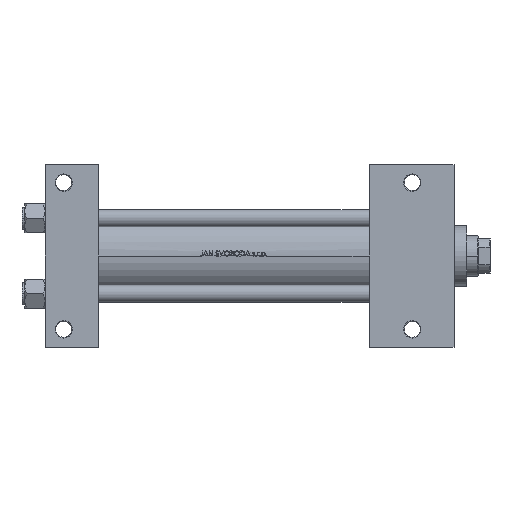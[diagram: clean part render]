
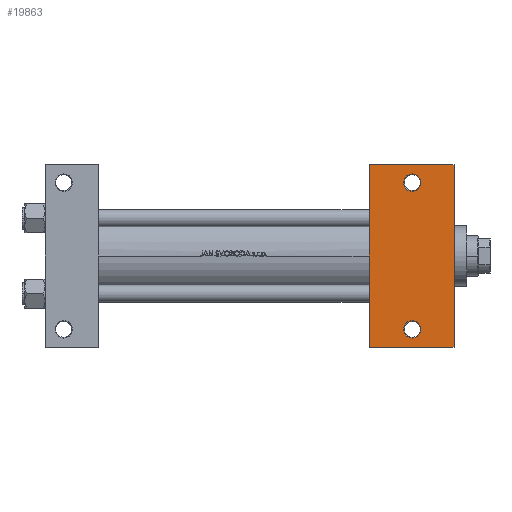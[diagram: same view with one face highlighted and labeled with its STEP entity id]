
A CAD part, front view. The second image highlights one B-rep face of the part: STEP entity #19863.
In plain terms, the highlighted face is planar.
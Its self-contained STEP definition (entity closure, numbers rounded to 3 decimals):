
#137 = ORIENTED_EDGE ( 'NONE', *, *, #33196, .T. ) ;
#1523 = FACE_OUTER_BOUND ( 'NONE', #5274, .T. ) ;
#2273 = LINE ( 'NONE', #17376, #44740 ) ;
#2299 = EDGE_LOOP ( 'NONE', ( #33166, #40687 ) ) ;
#3180 = CIRCLE ( 'NONE', #18986, 5.999 ) ;
#3221 = VERTEX_POINT ( 'NONE', #24892 ) ;
#4706 = CARTESIAN_POINT ( 'NONE',  ( 225., 37.5, -37.5 ) ) ;
#5246 = DIRECTION ( 'NONE',  ( 1., 0., 0. ) ) ;
#5274 = EDGE_LOOP ( 'NONE', ( #9749, #137, #28985, #47420 ) ) ;
#6901 = EDGE_CURVE ( 'NONE', #3221, #43747, #29793, .T. ) ;
#7589 = CARTESIAN_POINT ( 'NONE',  ( 255., 51., -37.5 ) ) ;
#8331 = AXIS2_PLACEMENT_3D ( 'NONE', #28720, #28968, #9886 ) ;
#8343 = AXIS2_PLACEMENT_3D ( 'NONE', #32062, #47189, #35780 ) ;
#9265 = CARTESIAN_POINT ( 'NONE',  ( 249.001, 51., -37.5 ) ) ;
#9717 = VERTEX_POINT ( 'NONE', #31099 ) ;
#9749 = ORIENTED_EDGE ( 'NONE', *, *, #45892, .F. ) ;
#9886 = DIRECTION ( 'NONE',  ( -1., 0., 0. ) ) ;
#11660 = EDGE_CURVE ( 'NONE', #35688, #40274, #3180, .T. ) ;
#11807 = VECTOR ( 'NONE', #15849, 1000. ) ;
#11886 = CARTESIAN_POINT ( 'NONE',  ( 225., -63.5, -37.5 ) ) ;
#12425 = CARTESIAN_POINT ( 'NONE',  ( 284., 37.5, -37.5 ) ) ;
#15016 = DIRECTION ( 'NONE',  ( -1., 0., 0. ) ) ;
#15297 = CARTESIAN_POINT ( 'NONE',  ( 284., 37.5, -37.5 ) ) ;
#15569 = EDGE_LOOP ( 'NONE', ( #42234, #46305 ) ) ;
#15849 = DIRECTION ( 'NONE',  ( 0., -1., 0. ) ) ;
#15886 = PLANE ( 'NONE',  #35086 ) ;
#16376 = FACE_BOUND ( 'NONE', #15569, .T. ) ;
#17376 = CARTESIAN_POINT ( 'NONE',  ( 225., 63.5, -37.5 ) ) ;
#17673 = DIRECTION ( 'NONE',  ( -1., 0., 0. ) ) ;
#18986 = AXIS2_PLACEMENT_3D ( 'NONE', #7589, #29895, #15016 ) ;
#19863 = ADVANCED_FACE ( 'NONE', ( #16376, #46376, #1523 ), #15886, .T. ) ;
#20425 = EDGE_CURVE ( 'NONE', #29432, #46935, #47794, .T. ) ;
#20475 = CARTESIAN_POINT ( 'NONE',  ( 255., -51., -37.5 ) ) ;
#20717 = DIRECTION ( 'NONE',  ( -1., 0., 0. ) ) ;
#21644 = EDGE_CURVE ( 'NONE', #46935, #29432, #28118, .T. ) ;
#23708 = DIRECTION ( 'NONE',  ( 0., -1., 0. ) ) ;
#24892 = CARTESIAN_POINT ( 'NONE',  ( 284., -63.5, -37.5 ) ) ;
#25521 = CARTESIAN_POINT ( 'NONE',  ( 284., 63.5, -37.5 ) ) ;
#28118 = CIRCLE ( 'NONE', #8343, 5.999 ) ;
#28720 = CARTESIAN_POINT ( 'NONE',  ( 255., 51., -37.5 ) ) ;
#28968 = DIRECTION ( 'NONE',  ( 0., 0., 1. ) ) ;
#28985 = ORIENTED_EDGE ( 'NONE', *, *, #48145, .T. ) ;
#29432 = VERTEX_POINT ( 'NONE', #41714 ) ;
#29793 = LINE ( 'NONE', #33037, #35623 ) ;
#29895 = DIRECTION ( 'NONE',  ( 0., 0., 1. ) ) ;
#31099 = CARTESIAN_POINT ( 'NONE',  ( 225., 63.5, -37.5 ) ) ;
#32062 = CARTESIAN_POINT ( 'NONE',  ( 255., -51., -37.5 ) ) ;
#32459 = VECTOR ( 'NONE', #23708, 1000. ) ;
#33037 = CARTESIAN_POINT ( 'NONE',  ( 225., -63.5, -37.5 ) ) ;
#33166 = ORIENTED_EDGE ( 'NONE', *, *, #20425, .T. ) ;
#33196 = EDGE_CURVE ( 'NONE', #9717, #38784, #2273, .T. ) ;
#33469 = EDGE_CURVE ( 'NONE', #40274, #35688, #45518, .T. ) ;
#35086 = AXIS2_PLACEMENT_3D ( 'NONE', #12425, #46138, #46626 ) ;
#35623 = VECTOR ( 'NONE', #17673, 1000. ) ;
#35688 = VERTEX_POINT ( 'NONE', #9265 ) ;
#35780 = DIRECTION ( 'NONE',  ( -1., 0., 0. ) ) ;
#37538 = CARTESIAN_POINT ( 'NONE',  ( 261., 51., -37.5 ) ) ;
#38784 = VERTEX_POINT ( 'NONE', #25521 ) ;
#38816 = DIRECTION ( 'NONE',  ( 0., 0., 1. ) ) ;
#40274 = VERTEX_POINT ( 'NONE', #37538 ) ;
#40687 = ORIENTED_EDGE ( 'NONE', *, *, #21644, .T. ) ;
#41714 = CARTESIAN_POINT ( 'NONE',  ( 249.001, -51., -37.5 ) ) ;
#42234 = ORIENTED_EDGE ( 'NONE', *, *, #11660, .T. ) ;
#42557 = LINE ( 'NONE', #15297, #32459 ) ;
#42853 = CARTESIAN_POINT ( 'NONE',  ( 261., -51., -37.5 ) ) ;
#43747 = VERTEX_POINT ( 'NONE', #11886 ) ;
#43827 = AXIS2_PLACEMENT_3D ( 'NONE', #20475, #38816, #20717 ) ;
#44740 = VECTOR ( 'NONE', #5246, 1000. ) ;
#45518 = CIRCLE ( 'NONE', #8331, 5.999 ) ;
#45857 = LINE ( 'NONE', #4706, #11807 ) ;
#45892 = EDGE_CURVE ( 'NONE', #9717, #43747, #45857, .T. ) ;
#46138 = DIRECTION ( 'NONE',  ( 0., 0., -1. ) ) ;
#46305 = ORIENTED_EDGE ( 'NONE', *, *, #33469, .T. ) ;
#46376 = FACE_BOUND ( 'NONE', #2299, .T. ) ;
#46626 = DIRECTION ( 'NONE',  ( -1., 0., 0. ) ) ;
#46935 = VERTEX_POINT ( 'NONE', #42853 ) ;
#47189 = DIRECTION ( 'NONE',  ( 0., 0., 1. ) ) ;
#47420 = ORIENTED_EDGE ( 'NONE', *, *, #6901, .T. ) ;
#47794 = CIRCLE ( 'NONE', #43827, 5.999 ) ;
#48145 = EDGE_CURVE ( 'NONE', #38784, #3221, #42557, .T. ) ;
